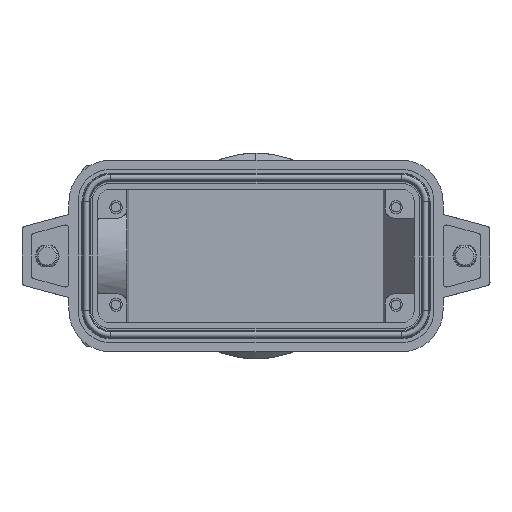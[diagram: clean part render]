
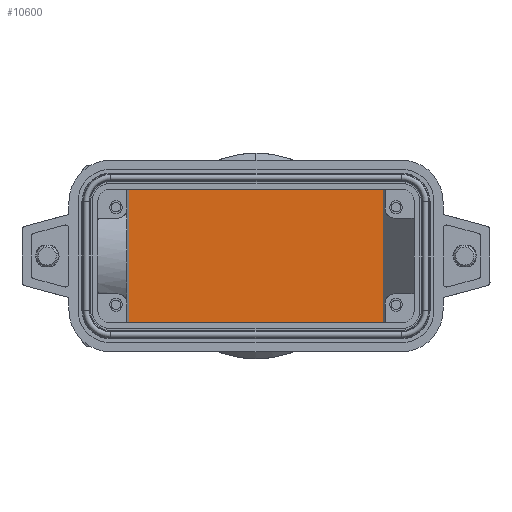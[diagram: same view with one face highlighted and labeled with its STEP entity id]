
A CAD part, front view. The second image highlights one B-rep face of the part: STEP entity #10600.
In plain terms, the highlighted planar face has unit normal (0, -1, 0).
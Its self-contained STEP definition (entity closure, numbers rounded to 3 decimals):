
#2205=DIRECTION('',(-1.,0.,0.));
#2206=VECTOR('',#2205,70.298);
#2207=CARTESIAN_POINT('',(35.149,145.,18.5));
#2208=LINE('',#2207,#2206);
#2209=DIRECTION('',(0.,0.,1.));
#2210=VECTOR('',#2209,37.);
#2211=CARTESIAN_POINT('',(35.149,145.,-18.5));
#2212=LINE('',#2211,#2210);
#2213=DIRECTION('',(1.,0.,0.));
#2214=VECTOR('',#2213,70.298);
#2215=CARTESIAN_POINT('',(-35.149,145.,-18.5));
#2216=LINE('',#2215,#2214);
#2557=DIRECTION('',(0.,0.,1.));
#2558=VECTOR('',#2557,37.);
#2559=CARTESIAN_POINT('',(-35.149,145.,-18.5));
#2560=LINE('',#2559,#2558);
#5849=CARTESIAN_POINT('',(-35.149,145.,-18.5));
#5850=CARTESIAN_POINT('',(-35.149,145.,18.5));
#5851=VERTEX_POINT('',#5849);
#5852=VERTEX_POINT('',#5850);
#5853=CARTESIAN_POINT('',(35.149,145.,-18.5));
#5854=VERTEX_POINT('',#5853);
#5875=CARTESIAN_POINT('',(35.149,145.,18.5));
#5877=VERTEX_POINT('',#5875);
#10586=CARTESIAN_POINT('',(35.149,145.,-18.5));
#10587=DIRECTION('',(0.,1.,0.));
#10588=DIRECTION('',(0.,0.,1.));
#10589=AXIS2_PLACEMENT_3D('',#10586,#10587,#10588);
#10590=PLANE('',#10589);
#10592=ORIENTED_EDGE('',*,*,#10591,.F.);
#10593=ORIENTED_EDGE('',*,*,#10565,.F.);
#10595=ORIENTED_EDGE('',*,*,#10594,.F.);
#10597=ORIENTED_EDGE('',*,*,#10596,.T.);
#10598=EDGE_LOOP('',(#10592,#10593,#10595,#10597));
#10599=FACE_OUTER_BOUND('',#10598,.F.);
#10600=ADVANCED_FACE('',(#10599),#10590,.F.);
#10565=EDGE_CURVE('',#5854,#5877,#2212,.T.);
#10591=EDGE_CURVE('',#5877,#5852,#2208,.T.);
#10594=EDGE_CURVE('',#5851,#5854,#2216,.T.);
#10596=EDGE_CURVE('',#5851,#5852,#2560,.T.);
